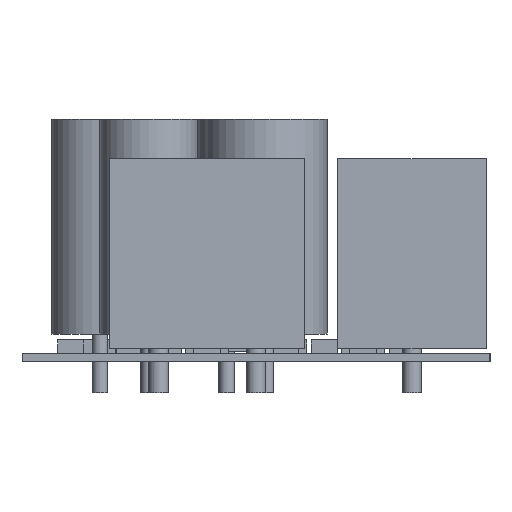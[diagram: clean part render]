
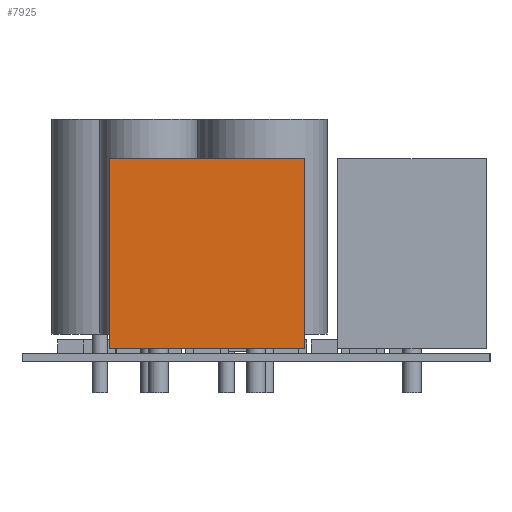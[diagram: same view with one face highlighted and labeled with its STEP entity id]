
A CAD part, left-side view. The second image highlights one B-rep face of the part: STEP entity #7925.
In plain terms, the highlighted planar face has unit normal (-1, 0, 0).
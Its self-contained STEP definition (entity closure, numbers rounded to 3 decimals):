
#7756 = PLANE('',#7757);
#7757 = AXIS2_PLACEMENT_3D('',#7758,#7759,#7760);
#7758 = CARTESIAN_POINT('',(-3.8,5.,0.));
#7759 = DIRECTION('',(0.,1.,0.));
#7760 = DIRECTION('',(1.,0.,0.));
#7784 = PLANE('',#7785);
#7785 = AXIS2_PLACEMENT_3D('',#7786,#7787,#7788);
#7786 = CARTESIAN_POINT('',(3.8,5.,9.75));
#7787 = DIRECTION('',(0.,0.,1.));
#7788 = DIRECTION('',(1.,0.,0.));
#7812 = PLANE('',#7813);
#7813 = AXIS2_PLACEMENT_3D('',#7814,#7815,#7816);
#7814 = CARTESIAN_POINT('',(3.8,-5.,0.));
#7815 = DIRECTION('',(0.,-1.,0.));
#7816 = DIRECTION('',(-1.,0.,0.));
#7838 = PLANE('',#7839);
#7839 = AXIS2_PLACEMENT_3D('',#7840,#7841,#7842);
#7840 = CARTESIAN_POINT('',(3.8,5.,0.));
#7841 = DIRECTION('',(0.,0.,1.));
#7842 = DIRECTION('',(1.,0.,0.));
#7855 = VERTEX_POINT('',#7856);
#7856 = CARTESIAN_POINT('',(-3.8,-5.,9.75));
#7877 = EDGE_CURVE('',#7878,#7855,#7880,.T.);
#7878 = VERTEX_POINT('',#7879);
#7879 = CARTESIAN_POINT('',(-3.8,-5.,0.));
#7880 = SURFACE_CURVE('',#7881,(#7885,#7892),.PCURVE_S1.);
#7881 = LINE('',#7882,#7883);
#7882 = CARTESIAN_POINT('',(-3.8,-5.,0.));
#7883 = VECTOR('',#7884,1.);
#7884 = DIRECTION('',(0.,0.,1.));
#7885 = PCURVE('',#7812,#7886);
#7886 = DEFINITIONAL_REPRESENTATION('',(#7887),#7891);
#7887 = LINE('',#7888,#7889);
#7888 = CARTESIAN_POINT('',(7.6,0.));
#7889 = VECTOR('',#7890,1.);
#7890 = DIRECTION('',(0.,-1.));
#7891 = ( GEOMETRIC_REPRESENTATION_CONTEXT(2) 
PARAMETRIC_REPRESENTATION_CONTEXT() REPRESENTATION_CONTEXT('2D SPACE',''
  ) );
#7892 = PCURVE('',#7893,#7898);
#7893 = PLANE('',#7894);
#7894 = AXIS2_PLACEMENT_3D('',#7895,#7896,#7897);
#7895 = CARTESIAN_POINT('',(-3.8,-5.,0.));
#7896 = DIRECTION('',(-1.,0.,0.));
#7897 = DIRECTION('',(0.,1.,0.));
#7898 = DEFINITIONAL_REPRESENTATION('',(#7899),#7903);
#7899 = LINE('',#7900,#7901);
#7900 = CARTESIAN_POINT('',(0.,0.));
#7901 = VECTOR('',#7902,1.);
#7902 = DIRECTION('',(0.,-1.));
#7903 = ( GEOMETRIC_REPRESENTATION_CONTEXT(2) 
PARAMETRIC_REPRESENTATION_CONTEXT() REPRESENTATION_CONTEXT('2D SPACE',''
  ) );
#7925 = ADVANCED_FACE('',(#7926),#7893,.T.);
#7926 = FACE_BOUND('',#7927,.T.);
#7927 = EDGE_LOOP('',(#7928,#7929,#7952,#7975));
#7928 = ORIENTED_EDGE('',*,*,#7877,.T.);
#7929 = ORIENTED_EDGE('',*,*,#7930,.T.);
#7930 = EDGE_CURVE('',#7855,#7931,#7933,.T.);
#7931 = VERTEX_POINT('',#7932);
#7932 = CARTESIAN_POINT('',(-3.8,5.,9.75));
#7933 = SURFACE_CURVE('',#7934,(#7938,#7945),.PCURVE_S1.);
#7934 = LINE('',#7935,#7936);
#7935 = CARTESIAN_POINT('',(-3.8,-5.,9.75));
#7936 = VECTOR('',#7937,1.);
#7937 = DIRECTION('',(0.,1.,0.));
#7938 = PCURVE('',#7893,#7939);
#7939 = DEFINITIONAL_REPRESENTATION('',(#7940),#7944);
#7940 = LINE('',#7941,#7942);
#7941 = CARTESIAN_POINT('',(0.,-9.75));
#7942 = VECTOR('',#7943,1.);
#7943 = DIRECTION('',(1.,0.));
#7944 = ( GEOMETRIC_REPRESENTATION_CONTEXT(2) 
PARAMETRIC_REPRESENTATION_CONTEXT() REPRESENTATION_CONTEXT('2D SPACE',''
  ) );
#7945 = PCURVE('',#7784,#7946);
#7946 = DEFINITIONAL_REPRESENTATION('',(#7947),#7951);
#7947 = LINE('',#7948,#7949);
#7948 = CARTESIAN_POINT('',(-7.6,-10.));
#7949 = VECTOR('',#7950,1.);
#7950 = DIRECTION('',(0.,1.));
#7951 = ( GEOMETRIC_REPRESENTATION_CONTEXT(2) 
PARAMETRIC_REPRESENTATION_CONTEXT() REPRESENTATION_CONTEXT('2D SPACE',''
  ) );
#7952 = ORIENTED_EDGE('',*,*,#7953,.F.);
#7953 = EDGE_CURVE('',#7954,#7931,#7956,.T.);
#7954 = VERTEX_POINT('',#7955);
#7955 = CARTESIAN_POINT('',(-3.8,5.,0.));
#7956 = SURFACE_CURVE('',#7957,(#7961,#7968),.PCURVE_S1.);
#7957 = LINE('',#7958,#7959);
#7958 = CARTESIAN_POINT('',(-3.8,5.,0.));
#7959 = VECTOR('',#7960,1.);
#7960 = DIRECTION('',(0.,0.,1.));
#7961 = PCURVE('',#7893,#7962);
#7962 = DEFINITIONAL_REPRESENTATION('',(#7963),#7967);
#7963 = LINE('',#7964,#7965);
#7964 = CARTESIAN_POINT('',(10.,0.));
#7965 = VECTOR('',#7966,1.);
#7966 = DIRECTION('',(0.,-1.));
#7967 = ( GEOMETRIC_REPRESENTATION_CONTEXT(2) 
PARAMETRIC_REPRESENTATION_CONTEXT() REPRESENTATION_CONTEXT('2D SPACE',''
  ) );
#7968 = PCURVE('',#7756,#7969);
#7969 = DEFINITIONAL_REPRESENTATION('',(#7970),#7974);
#7970 = LINE('',#7971,#7972);
#7971 = CARTESIAN_POINT('',(0.,0.));
#7972 = VECTOR('',#7973,1.);
#7973 = DIRECTION('',(0.,-1.));
#7974 = ( GEOMETRIC_REPRESENTATION_CONTEXT(2) 
PARAMETRIC_REPRESENTATION_CONTEXT() REPRESENTATION_CONTEXT('2D SPACE',''
  ) );
#7975 = ORIENTED_EDGE('',*,*,#7976,.F.);
#7976 = EDGE_CURVE('',#7878,#7954,#7977,.T.);
#7977 = SURFACE_CURVE('',#7978,(#7982,#7989),.PCURVE_S1.);
#7978 = LINE('',#7979,#7980);
#7979 = CARTESIAN_POINT('',(-3.8,-5.,0.));
#7980 = VECTOR('',#7981,1.);
#7981 = DIRECTION('',(0.,1.,0.));
#7982 = PCURVE('',#7893,#7983);
#7983 = DEFINITIONAL_REPRESENTATION('',(#7984),#7988);
#7984 = LINE('',#7985,#7986);
#7985 = CARTESIAN_POINT('',(0.,0.));
#7986 = VECTOR('',#7987,1.);
#7987 = DIRECTION('',(1.,0.));
#7988 = ( GEOMETRIC_REPRESENTATION_CONTEXT(2) 
PARAMETRIC_REPRESENTATION_CONTEXT() REPRESENTATION_CONTEXT('2D SPACE',''
  ) );
#7989 = PCURVE('',#7838,#7990);
#7990 = DEFINITIONAL_REPRESENTATION('',(#7991),#7995);
#7991 = LINE('',#7992,#7993);
#7992 = CARTESIAN_POINT('',(-7.6,-10.));
#7993 = VECTOR('',#7994,1.);
#7994 = DIRECTION('',(0.,1.));
#7995 = ( GEOMETRIC_REPRESENTATION_CONTEXT(2) 
PARAMETRIC_REPRESENTATION_CONTEXT() REPRESENTATION_CONTEXT('2D SPACE',''
  ) );
